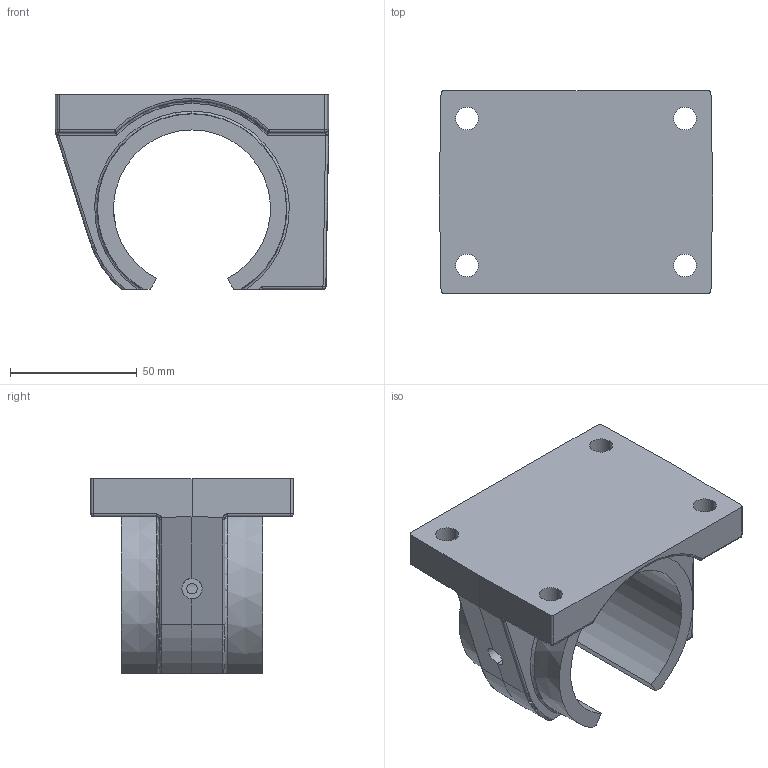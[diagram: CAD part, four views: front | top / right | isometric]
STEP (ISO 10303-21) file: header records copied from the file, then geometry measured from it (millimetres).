
FILE_DESCRIPTION (( 'STEP AP203' ), '1' );
FILE_NAME ('../0300_3-D-Daten/KGGO67-40.step', '2021-12-20T20:04:49', ( '' ), ( '' ), 'SwSTEP 2.0', 'SolidWorks 2021', '' );
FILE_SCHEMA (( 'CONFIG_CONTROL_DESIGN' ));
Length unit declared in the file: millimetre
Products named in the file (1): ../0300_3-D-Daten/KGGO67-40
Bounding box: 107.98 x 80 x 77 mm (x, y, z)
Volume: 206819.1 mm3; surface area: 47487.5 mm2
Topology: 1 solids, 1 shells, 128 faces, 306 edges, 178 vertices
Faces by surface type: cylinder 53, plane 30, torus 16, bspline 12, sphere 10, cone 7
Entity records: 4207 total; most frequent: CARTESIAN_POINT 1272, DIRECTION 607, ORIENTED_EDGE 600, EDGE_CURVE 300, AXIS2_PLACEMENT_3D 247, VERTEX_POINT 178, EDGE_LOOP 142, CIRCLE 130
